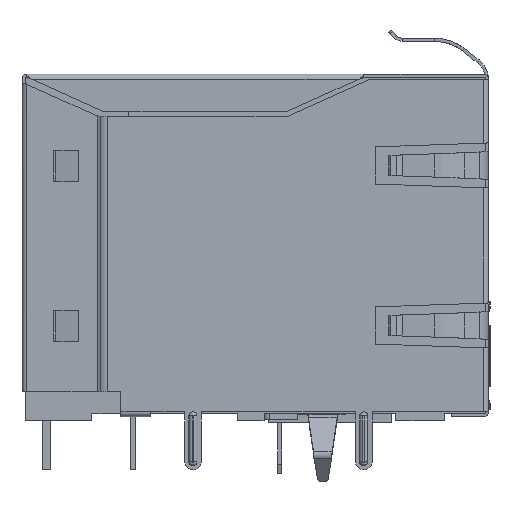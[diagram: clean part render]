
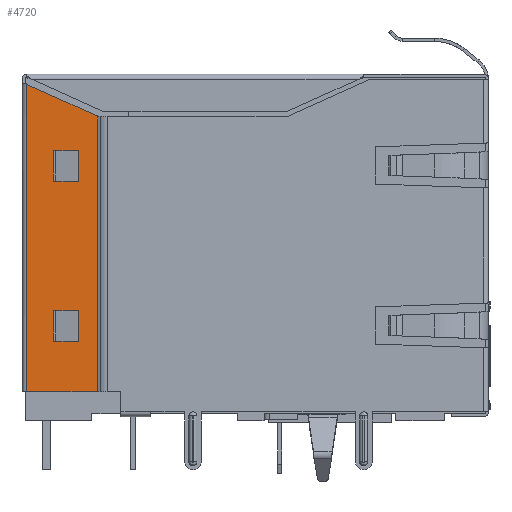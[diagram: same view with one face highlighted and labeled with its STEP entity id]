
A CAD part, left-side view. The second image highlights one B-rep face of the part: STEP entity #4720.
In plain terms, the highlighted planar face has unit normal (-1, 0, 0).
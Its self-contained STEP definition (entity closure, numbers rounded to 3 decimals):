
#4720 = ADVANCED_FACE( '', ( #9638, #9639, #9640 ), #9641, .F. );
#9638 = FACE_BOUND( '', #16684, .T. );
#9639 = FACE_OUTER_BOUND( '', #16685, .T. );
#9640 = FACE_BOUND( '', #16686, .T. );
#9641 = PLANE( '', #16687 );
#16684 = EDGE_LOOP( '', ( #30926, #30927, #30928, #30929 ) );
#16685 = EDGE_LOOP( '', ( #30930, #30931, #30932, #30933 ) );
#16686 = EDGE_LOOP( '', ( #30934, #30935, #30936, #30937 ) );
#16687 = AXIS2_PLACEMENT_3D( '', #30938, #30939, #30940 );
#30926 = ORIENTED_EDGE( '', *, *, #35479, .T. );
#30927 = ORIENTED_EDGE( '', *, *, #39154, .T. );
#30928 = ORIENTED_EDGE( '', *, *, #33583, .T. );
#30929 = ORIENTED_EDGE( '', *, *, #35380, .T. );
#30930 = ORIENTED_EDGE( '', *, *, #35037, .T. );
#30931 = ORIENTED_EDGE( '', *, *, #39155, .T. );
#30932 = ORIENTED_EDGE( '', *, *, #34225, .T. );
#30933 = ORIENTED_EDGE( '', *, *, #37177, .T. );
#30934 = ORIENTED_EDGE( '', *, *, #34533, .T. );
#30935 = ORIENTED_EDGE( '', *, *, #38022, .T. );
#30936 = ORIENTED_EDGE( '', *, *, #36182, .T. );
#30937 = ORIENTED_EDGE( '', *, *, #35778, .T. );
#30938 = CARTESIAN_POINT( '', ( -8.125, 0., 0. ) );
#30939 = DIRECTION( '', ( 1., 0., 0. ) );
#30940 = DIRECTION( '', ( 0., 1., 0. ) );
#33583 = EDGE_CURVE( '', #39914, #39911, #39915, .T. );
#34225 = EDGE_CURVE( '', #41072, #41069, #41073, .T. );
#34533 = EDGE_CURVE( '', #41601, #41599, #41602, .T. );
#35037 = EDGE_CURVE( '', #40486, #42438, #42440, .T. );
#35380 = EDGE_CURVE( '', #39911, #42996, #42998, .T. );
#35479 = EDGE_CURVE( '', #42996, #43153, #43155, .T. );
#35778 = EDGE_CURVE( '', #43637, #41601, #43641, .T. );
#36182 = EDGE_CURVE( '', #44247, #43637, #44248, .T. );
#37177 = EDGE_CURVE( '', #41069, #40486, #45707, .T. );
#38022 = EDGE_CURVE( '', #41599, #44247, #46794, .T. );
#39154 = EDGE_CURVE( '', #43153, #39914, #48119, .T. );
#39155 = EDGE_CURVE( '', #42438, #41072, #48120, .T. );
#39911 = VERTEX_POINT( '', #49087 );
#39914 = VERTEX_POINT( '', #49091 );
#39915 = LINE( '', #49092, #49093 );
#40486 = VERTEX_POINT( '', #49958 );
#41069 = VERTEX_POINT( '', #50856 );
#41072 = VERTEX_POINT( '', #50860 );
#41073 = LINE( '', #50861, #50862 );
#41599 = VERTEX_POINT( '', #51791 );
#41601 = VERTEX_POINT( '', #51794 );
#41602 = LINE( '', #51795, #51796 );
#42438 = VERTEX_POINT( '', #53106 );
#42440 = LINE( '', #53108, #53109 );
#42996 = VERTEX_POINT( '', #54104 );
#42998 = LINE( '', #54107, #54108 );
#43153 = VERTEX_POINT( '', #54355 );
#43155 = LINE( '', #54358, #54359 );
#43637 = VERTEX_POINT( '', #55148 );
#43641 = LINE( '', #55154, #55155 );
#44247 = VERTEX_POINT( '', #56185 );
#44248 = LINE( '', #56186, #56187 );
#45707 = LINE( '', #58634, #58635 );
#46794 = LINE( '', #60588, #60589 );
#48119 = LINE( '', #62766, #62767 );
#48120 = LINE( '', #62768, #62769 );
#49087 = CARTESIAN_POINT( '', ( -8.125, 12.53, 5.9 ) );
#49091 = CARTESIAN_POINT( '', ( -8.125, 12.53, 4. ) );
#49092 = CARTESIAN_POINT( '', ( -8.125, 12.53, 0. ) );
#49093 = VECTOR( '', #63539, 1000. );
#49958 = CARTESIAN_POINT( '', ( -8.125, 14.2, 10.021 ) );
#50856 = CARTESIAN_POINT( '', ( -8.125, 9.83, 8.051 ) );
#50860 = CARTESIAN_POINT( '', ( -8.125, 9.83, -9.1 ) );
#50861 = CARTESIAN_POINT( '', ( -8.125, 9.83, -9.1 ) );
#50862 = VECTOR( '', #64189, 1000. );
#51791 = CARTESIAN_POINT( '', ( -8.125, 10.98, -5.95 ) );
#51794 = CARTESIAN_POINT( '', ( -8.125, 10.98, -4.05 ) );
#51795 = CARTESIAN_POINT( '', ( -8.125, 10.98, 0. ) );
#51796 = VECTOR( '', #64458, 1000. );
#53106 = CARTESIAN_POINT( '', ( -8.125, 14.2, -9.1 ) );
#53108 = CARTESIAN_POINT( '', ( -8.125, 14.2, 10.021 ) );
#53109 = VECTOR( '', #64894, 1000. );
#54104 = CARTESIAN_POINT( '', ( -8.125, 10.98, 5.9 ) );
#54107 = CARTESIAN_POINT( '', ( -8.125, 0., 5.9 ) );
#54108 = VECTOR( '', #65219, 1000. );
#54355 = CARTESIAN_POINT( '', ( -8.125, 10.98, 4. ) );
#54358 = CARTESIAN_POINT( '', ( -8.125, 10.98, 0. ) );
#54359 = VECTOR( '', #65316, 1000. );
#55148 = CARTESIAN_POINT( '', ( -8.125, 12.53, -4.05 ) );
#55154 = CARTESIAN_POINT( '', ( -8.125, 0., -4.05 ) );
#55155 = VECTOR( '', #65620, 1000. );
#56185 = CARTESIAN_POINT( '', ( -8.125, 12.53, -5.95 ) );
#56186 = CARTESIAN_POINT( '', ( -8.125, 12.53, 0. ) );
#56187 = VECTOR( '', #65995, 1000. );
#58634 = CARTESIAN_POINT( '', ( -8.125, 9.83, 8.051 ) );
#58635 = VECTOR( '', #66899, 1000. );
#60588 = CARTESIAN_POINT( '', ( -8.125, 0., -5.95 ) );
#60589 = VECTOR( '', #67600, 1000. );
#62766 = CARTESIAN_POINT( '', ( -8.125, 0., 4. ) );
#62767 = VECTOR( '', #68421, 1000. );
#62768 = CARTESIAN_POINT( '', ( -8.125, 14.33, -9.1 ) );
#62769 = VECTOR( '', #68422, 1000. );
#63539 = DIRECTION( '', ( 0., 0., 1. ) );
#64189 = DIRECTION( '', ( 0., 0., 1. ) );
#64458 = DIRECTION( '', ( 0., 0., -1. ) );
#64894 = DIRECTION( '', ( 0., 0., -1. ) );
#65219 = DIRECTION( '', ( 0., -1., 0. ) );
#65316 = DIRECTION( '', ( 0., 0., -1. ) );
#65620 = DIRECTION( '', ( 0., -1., 0. ) );
#65995 = DIRECTION( '', ( 0., 0., 1. ) );
#66899 = DIRECTION( '', ( 0., 0.912, 0.411 ) );
#67600 = DIRECTION( '', ( 0., 1., 0. ) );
#68421 = DIRECTION( '', ( 0., 1., 0. ) );
#68422 = DIRECTION( '', ( 0., -1., 0. ) );
